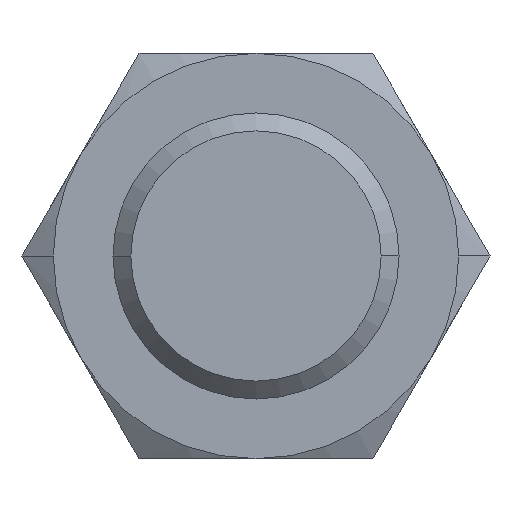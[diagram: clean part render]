
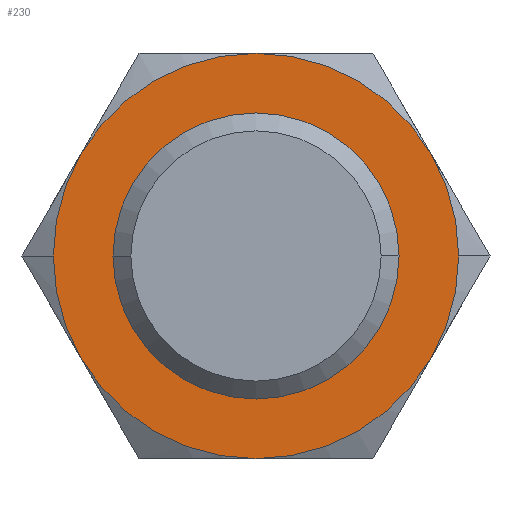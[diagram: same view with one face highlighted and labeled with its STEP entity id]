
A CAD part, front view. The second image highlights one B-rep face of the part: STEP entity #230.
In plain terms, the highlighted planar face has unit normal (0, -1, 0).
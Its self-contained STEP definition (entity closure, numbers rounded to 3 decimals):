
#230=ADVANCED_FACE('',(#395,#396),#397,.T.);
#395=FACE_OUTER_BOUND('',#599,.T.);
#396=FACE_BOUND('',#600,.T.);
#397=PLANE('',#601);
#599=EDGE_LOOP('',(#1083,#1084,#1085,#1086,#1087,#1088,#1089,#1090));
#600=EDGE_LOOP('',(#1091,#1092));
#601=AXIS2_PLACEMENT_3D('',#1093,#1094,#1095);
#1083=ORIENTED_EDGE('',*,*,#1479,.F.);
#1084=ORIENTED_EDGE('',*,*,#1465,.F.);
#1085=ORIENTED_EDGE('',*,*,#1468,.F.);
#1086=ORIENTED_EDGE('',*,*,#1470,.F.);
#1087=ORIENTED_EDGE('',*,*,#1463,.F.);
#1088=ORIENTED_EDGE('',*,*,#1474,.F.);
#1089=ORIENTED_EDGE('',*,*,#1477,.F.);
#1090=ORIENTED_EDGE('',*,*,#1459,.F.);
#1091=ORIENTED_EDGE('',*,*,#1499,.T.);
#1092=ORIENTED_EDGE('',*,*,#1443,.T.);
#1093=CARTESIAN_POINT('',(7.25,-8.0,0.0));
#1094=DIRECTION('',(0.0,-1.0,0.0));
#1095=DIRECTION('',(-1.0,0.0,0.0));
#1443=EDGE_CURVE('',#1695,#1692,#1696,.T.);
#1459=EDGE_CURVE('',#1722,#1725,#1726,.T.);
#1463=EDGE_CURVE('',#1731,#1729,#1733,.T.);
#1465=EDGE_CURVE('',#1735,#1737,#1738,.T.);
#1468=EDGE_CURVE('',#1741,#1735,#1743,.T.);
#1470=EDGE_CURVE('',#1729,#1741,#1745,.T.);
#1474=EDGE_CURVE('',#1749,#1731,#1751,.T.);
#1477=EDGE_CURVE('',#1725,#1749,#1755,.T.);
#1479=EDGE_CURVE('',#1737,#1722,#1757,.T.);
#1499=EDGE_CURVE('',#1692,#1695,#1785,.T.);
#1692=VERTEX_POINT('',#2172);
#1695=VERTEX_POINT('',#2176);
#1696=CIRCLE('',#2177,6.0);
#1722=VERTEX_POINT('',#2232);
#1725=VERTEX_POINT('',#2236);
#1726=CIRCLE('',#2237,8.5);
#1729=VERTEX_POINT('',#2251);
#1731=VERTEX_POINT('',#2254);
#1733=CIRCLE('',#2267,8.5);
#1735=VERTEX_POINT('',#2269);
#1737=VERTEX_POINT('',#2282);
#1738=CIRCLE('',#2283,8.5);
#1741=VERTEX_POINT('',#2297);
#1743=CIRCLE('',#2310,8.5);
#1745=CIRCLE('',#2323,8.5);
#1749=VERTEX_POINT('',#2349);
#1751=CIRCLE('',#2362,8.5);
#1755=CIRCLE('',#2388,8.5);
#1757=CIRCLE('',#2401,8.5);
#1785=CIRCLE('',#2539,6.0);
#2172=CARTESIAN_POINT('',(6.0,-8.0,0.0));
#2176=CARTESIAN_POINT('',(-6.0,-8.0,0.));
#2177=AXIS2_PLACEMENT_3D('',#3087,#3088,#3089);
#2232=CARTESIAN_POINT('',(8.5,-8.0,0.));
#2236=CARTESIAN_POINT('',(7.361,-8.0,-4.25));
#2237=AXIS2_PLACEMENT_3D('',#3113,#3114,#3115);
#2251=CARTESIAN_POINT('',(-8.5,-8.0,0.));
#2254=CARTESIAN_POINT('',(-7.361,-8.0,-4.25));
#2267=AXIS2_PLACEMENT_3D('',#3117,#3118,#3119);
#2269=CARTESIAN_POINT('',(0.,-8.0,8.5));
#2282=CARTESIAN_POINT('',(7.361,-8.0,4.25));
#2283=AXIS2_PLACEMENT_3D('',#3120,#3121,#3122);
#2297=CARTESIAN_POINT('',(-7.361,-8.0,4.25));
#2310=AXIS2_PLACEMENT_3D('',#3123,#3124,#3125);
#2323=AXIS2_PLACEMENT_3D('',#3126,#3127,#3128);
#2349=CARTESIAN_POINT('',(0.0,-8.0,-8.5));
#2362=AXIS2_PLACEMENT_3D('',#3129,#3130,#3131);
#2388=AXIS2_PLACEMENT_3D('',#3132,#3133,#3134);
#2401=AXIS2_PLACEMENT_3D('',#3135,#3136,#3137);
#2539=AXIS2_PLACEMENT_3D('',#3165,#3166,#3167);
#3087=CARTESIAN_POINT('',(0.0,-8.0,0.0));
#3088=DIRECTION('',(0.0,1.0,0.0));
#3089=DIRECTION('',(1.0,0.0,0.0));
#3113=CARTESIAN_POINT('',(0.0,-8.0,0.0));
#3114=DIRECTION('',(0.0,1.0,0.0));
#3115=DIRECTION('',(1.0,0.0,0.0));
#3117=CARTESIAN_POINT('',(0.0,-8.0,0.0));
#3118=DIRECTION('',(0.0,1.0,0.0));
#3119=DIRECTION('',(1.0,0.0,0.0));
#3120=CARTESIAN_POINT('',(0.0,-8.0,0.0));
#3121=DIRECTION('',(0.0,1.0,0.0));
#3122=DIRECTION('',(1.0,0.0,0.0));
#3123=CARTESIAN_POINT('',(0.0,-8.0,0.0));
#3124=DIRECTION('',(0.0,1.0,0.0));
#3125=DIRECTION('',(1.0,0.0,0.0));
#3126=CARTESIAN_POINT('',(0.0,-8.0,0.0));
#3127=DIRECTION('',(0.0,1.0,0.0));
#3128=DIRECTION('',(1.0,0.0,0.0));
#3129=CARTESIAN_POINT('',(0.0,-8.0,0.0));
#3130=DIRECTION('',(0.0,1.0,0.0));
#3131=DIRECTION('',(1.0,0.0,0.0));
#3132=CARTESIAN_POINT('',(0.0,-8.0,0.0));
#3133=DIRECTION('',(0.0,1.0,0.0));
#3134=DIRECTION('',(1.0,0.0,0.0));
#3135=CARTESIAN_POINT('',(0.0,-8.0,0.0));
#3136=DIRECTION('',(0.0,1.0,0.0));
#3137=DIRECTION('',(1.0,0.0,0.0));
#3165=CARTESIAN_POINT('',(0.0,-8.0,0.0));
#3166=DIRECTION('',(0.0,1.0,0.0));
#3167=DIRECTION('',(1.0,0.0,0.0));
